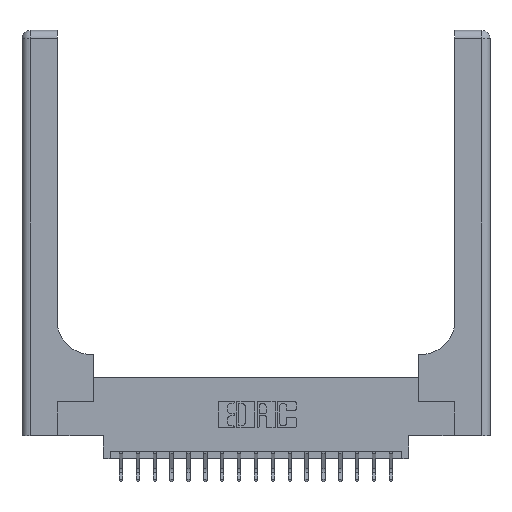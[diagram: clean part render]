
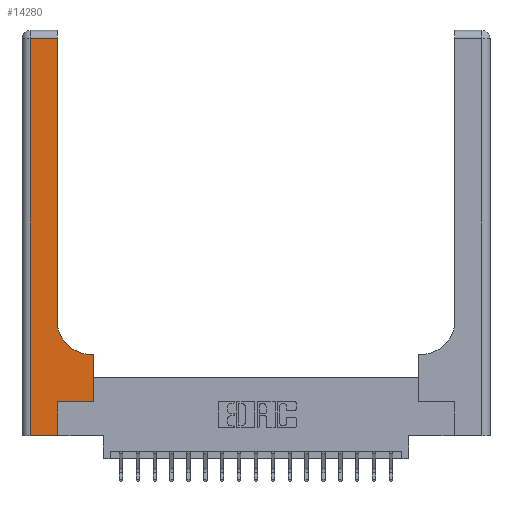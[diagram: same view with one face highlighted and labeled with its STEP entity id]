
A CAD part, top view. The second image highlights one B-rep face of the part: STEP entity #14280.
In plain terms, the highlighted planar face has unit normal (0, 0, 1).
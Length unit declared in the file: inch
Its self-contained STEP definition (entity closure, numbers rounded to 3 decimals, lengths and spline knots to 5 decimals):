
#301 = CARTESIAN_POINT ( 'NONE',  ( 0.528, 0.6, 0.37 ) ) ;
#642 = DIRECTION ( 'NONE',  ( 1., 0., 0. ) ) ;
#714 = DIRECTION ( 'NONE',  ( -1., 0., 0. ) ) ;
#813 = VECTOR ( 'NONE', #2514, 39.37008 ) ;
#1782 = DIRECTION ( 'NONE',  ( -1., 0., 0. ) ) ;
#2349 = VECTOR ( 'NONE', #7469, 39.37008 ) ;
#2394 = ORIENTED_EDGE ( 'NONE', *, *, #5602, .T. ) ;
#2514 = DIRECTION ( 'NONE',  ( 0., 1., 0. ) ) ;
#2784 = FACE_OUTER_BOUND ( 'NONE', #7495, .T. ) ;
#2905 = VERTEX_POINT ( 'NONE', #4034 ) ;
#3045 = ORIENTED_EDGE ( 'NONE', *, *, #19769, .T. ) ;
#3167 = LINE ( 'NONE', #8610, #19163 ) ;
#3301 = ORIENTED_EDGE ( 'NONE', *, *, #7566, .T. ) ;
#3313 = VECTOR ( 'NONE', #10210, 39.37008 ) ;
#3774 = CARTESIAN_POINT ( 'NONE',  ( 0.51, 0.85, 0.37 ) ) ;
#3943 = DIRECTION ( 'NONE',  ( 0., -1., 0. ) ) ;
#4034 = CARTESIAN_POINT ( 'NONE',  ( 0.06, 2.94, 0.37 ) ) ;
#4209 = VECTOR ( 'NONE', #642, 39.37008 ) ;
#4245 = VECTOR ( 'NONE', #6999, 39.37008 ) ;
#4676 = LINE ( 'NONE', #11417, #4209 ) ;
#4754 = ORIENTED_EDGE ( 'NONE', *, *, #9480, .T. ) ;
#4761 = VERTEX_POINT ( 'NONE', #9710 ) ;
#4985 = AXIS2_PLACEMENT_3D ( 'NONE', #19247, #9980, #714 ) ;
#5302 = PLANE ( 'NONE',  #4985 ) ;
#5319 = DIRECTION ( 'NONE',  ( 1., 0., 0. ) ) ;
#5602 = EDGE_CURVE ( 'NONE', #16519, #4761, #8367, .T. ) ;
#5750 = ORIENTED_EDGE ( 'NONE', *, *, #8935, .T. ) ;
#6403 = CARTESIAN_POINT ( 'NONE',  ( 0., 2.94, 0.37 ) ) ;
#6499 = ORIENTED_EDGE ( 'NONE', *, *, #6848, .T. ) ;
#6682 = EDGE_CURVE ( 'NONE', #7712, #15318, #4676, .T. ) ;
#6764 = CARTESIAN_POINT ( 'NONE',  ( 0.528, 0.25, 0.37 ) ) ;
#6848 = EDGE_CURVE ( 'NONE', #15318, #16519, #17768, .T. ) ;
#6990 = LINE ( 'NONE', #16048, #14686 ) ;
#6999 = DIRECTION ( 'NONE',  ( -1., 0., 0. ) ) ;
#7469 = DIRECTION ( 'NONE',  ( 1., 0., 0. ) ) ;
#7495 = EDGE_LOOP ( 'NONE', ( #7850, #3301, #5750, #3045, #7828, #18514, #6499, #2394, #4754 ) ) ;
#7566 = EDGE_CURVE ( 'NONE', #19407, #2905, #17268, .T. ) ;
#7712 = VERTEX_POINT ( 'NONE', #19190 ) ;
#7828 = ORIENTED_EDGE ( 'NONE', *, *, #18987, .T. ) ;
#7850 = ORIENTED_EDGE ( 'NONE', *, *, #11994, .T. ) ;
#8367 = LINE ( 'NONE', #17816, #4245 ) ;
#8610 = CARTESIAN_POINT ( 'NONE',  ( 0.06, 3., 0.37 ) ) ;
#8935 = EDGE_CURVE ( 'NONE', #2905, #19269, #3167, .T. ) ;
#9294 = CARTESIAN_POINT ( 'NONE',  ( 0.26, 0.85, 0.37 ) ) ;
#9480 = EDGE_CURVE ( 'NONE', #4761, #16442, #11832, .T. ) ;
#9710 = CARTESIAN_POINT ( 'NONE',  ( 0.51, 0.6, 0.37 ) ) ;
#9980 = DIRECTION ( 'NONE',  ( 0., 0., -1. ) ) ;
#10210 = DIRECTION ( 'NONE',  ( 0., 1., 0. ) ) ;
#11417 = CARTESIAN_POINT ( 'NONE',  ( 0.265, 0.25, 0.37 ) ) ;
#11534 = VERTEX_POINT ( 'NONE', #17813 ) ;
#11832 = CIRCLE ( 'NONE', #15927, 0.25 ) ;
#11871 = CARTESIAN_POINT ( 'NONE',  ( 0.528, 0.25, 0.37 ) ) ;
#11994 = EDGE_CURVE ( 'NONE', #16442, #19407, #6990, .T. ) ;
#12497 = CARTESIAN_POINT ( 'NONE',  ( 0.06, 0., 0.37 ) ) ;
#13194 = CARTESIAN_POINT ( 'NONE',  ( 0.265, 0., 0.37 ) ) ;
#13698 = LINE ( 'NONE', #16702, #2349 ) ;
#14280 = ADVANCED_FACE ( 'NONE', ( #2784 ), #5302, .F. ) ;
#14564 = DIRECTION ( 'NONE',  ( 0., 0., -1. ) ) ;
#14686 = VECTOR ( 'NONE', #17574, 39.37008 ) ;
#15318 = VERTEX_POINT ( 'NONE', #6764 ) ;
#15927 = AXIS2_PLACEMENT_3D ( 'NONE', #3774, #14564, #5319 ) ;
#16048 = CARTESIAN_POINT ( 'NONE',  ( 0.26, 3., 0.37 ) ) ;
#16134 = LINE ( 'NONE', #13194, #3313 ) ;
#16442 = VERTEX_POINT ( 'NONE', #9294 ) ;
#16519 = VERTEX_POINT ( 'NONE', #301 ) ;
#16702 = CARTESIAN_POINT ( 'NONE',  ( 0., 0., 0.37 ) ) ;
#16784 = VECTOR ( 'NONE', #1782, 39.37008 ) ;
#17268 = LINE ( 'NONE', #6403, #16784 ) ;
#17574 = DIRECTION ( 'NONE',  ( 0., 1., 0. ) ) ;
#17768 = LINE ( 'NONE', #11871, #813 ) ;
#17813 = CARTESIAN_POINT ( 'NONE',  ( 0.265, 0., 0.37 ) ) ;
#17816 = CARTESIAN_POINT ( 'NONE',  ( 0.26, 0.6, 0.37 ) ) ;
#18514 = ORIENTED_EDGE ( 'NONE', *, *, #6682, .T. ) ;
#18987 = EDGE_CURVE ( 'NONE', #11534, #7712, #16134, .T. ) ;
#19163 = VECTOR ( 'NONE', #3943, 39.37008 ) ;
#19190 = CARTESIAN_POINT ( 'NONE',  ( 0.265, 0.25, 0.37 ) ) ;
#19247 = CARTESIAN_POINT ( 'NONE',  ( 0., 3., 0.37 ) ) ;
#19249 = CARTESIAN_POINT ( 'NONE',  ( 0.26, 2.94, 0.37 ) ) ;
#19269 = VERTEX_POINT ( 'NONE', #12497 ) ;
#19407 = VERTEX_POINT ( 'NONE', #19249 ) ;
#19769 = EDGE_CURVE ( 'NONE', #19269, #11534, #13698, .T. ) ;
